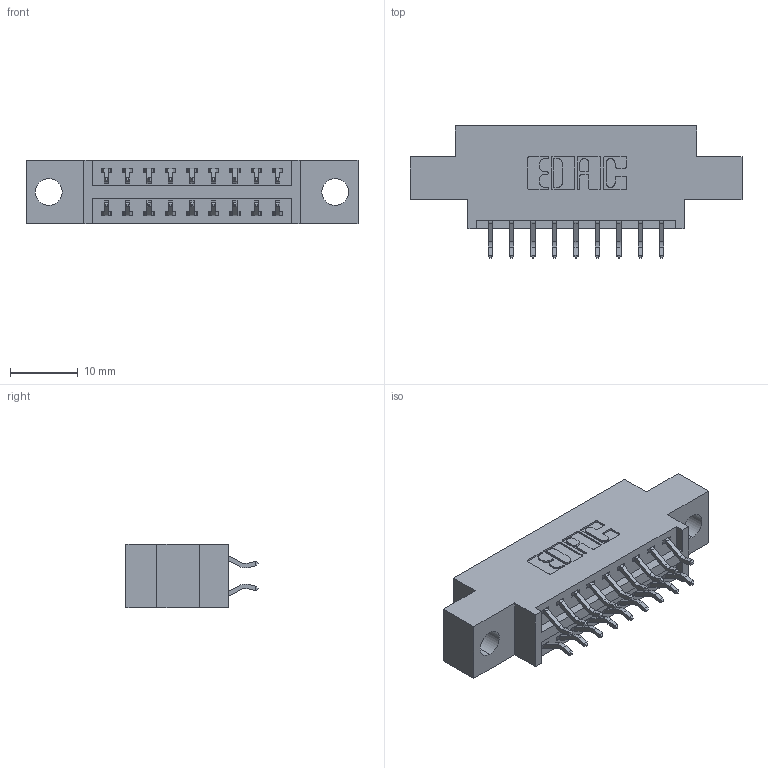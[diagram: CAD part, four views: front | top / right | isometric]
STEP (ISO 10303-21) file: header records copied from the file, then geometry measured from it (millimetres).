
FILE_DESCRIPTION (( 'STEP AP203' ), '1' );
FILE_NAME ('346-018-556-804.STEP', '2022-05-18T17:58:18', ( '' ), ( '' ), 'SwSTEP 2.0', 'SolidWorks 2020', '' );
FILE_SCHEMA (( 'CONFIG_CONTROL_DESIGN' ));
Length unit declared in the file: inch
Products named in the file (3): 345-292-001_556 Tail; 346 Part_0.170 Offset - 0.156 Dia-TH; 346-018-556-804
Assembly tree (19 placements, depth 2):
  346-018-556-804
    346 Part_0.170 Offset - 0.156 Dia-TH
    345-292-001_556 Tail  x18
Bounding box: 49.15 x 19.57 x 9.4 mm (x, y, z)
Volume: 4275.1 mm3; surface area: 5368.5 mm2
Topology: 19 solids, 19 shells, 1184 faces, 3491 edges, 2302 vertices
Faces by surface type: plane 796, cylinder 388
Entity records: 11087 total; most frequent: CARTESIAN_POINT 1894, ORIENTED_EDGE 1814, DIRECTION 1707, EDGE_CURVE 907, VECTOR 731, LINE 731, VERTEX_POINT 602, AXIS2_PLACEMENT_3D 488
